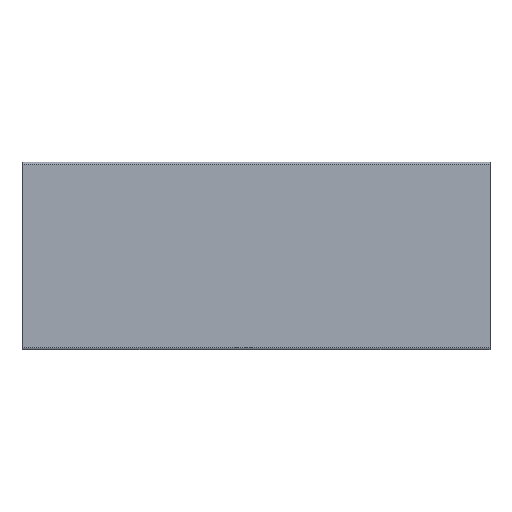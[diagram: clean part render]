
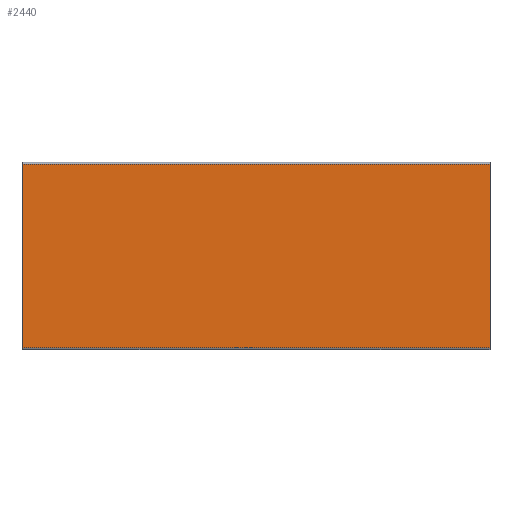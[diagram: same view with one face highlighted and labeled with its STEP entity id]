
A CAD part, top view. The second image highlights one B-rep face of the part: STEP entity #2440.
In plain terms, the highlighted planar face has unit normal (0, 0, 1).
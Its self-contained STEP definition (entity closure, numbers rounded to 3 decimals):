
#45 = CARTESIAN_POINT ( 'NONE',  ( -750., -294., 0. ) ) ;
#131 = CARTESIAN_POINT ( 'NONE',  ( 750., 294., 0. ) ) ;
#135 = LINE ( 'NONE', #384, #2858 ) ;
#173 = EDGE_LOOP ( 'NONE', ( #2266, #3170, #2049, #2117 ) ) ;
#257 = DIRECTION ( 'NONE',  ( 1., 0., 0. ) ) ;
#384 = CARTESIAN_POINT ( 'NONE',  ( 750., -300., 0. ) ) ;
#412 = PLANE ( 'NONE',  #991 ) ;
#624 = DIRECTION ( 'NONE',  ( 0., -1., 0. ) ) ;
#678 = EDGE_CURVE ( 'NONE', #1996, #2418, #2874, .T. ) ;
#758 = VERTEX_POINT ( 'NONE', #1059 ) ;
#991 = AXIS2_PLACEMENT_3D ( 'NONE', #1138, #2461, #1942 ) ;
#1059 = CARTESIAN_POINT ( 'NONE',  ( -750., -294., 0. ) ) ;
#1078 = VERTEX_POINT ( 'NONE', #1227 ) ;
#1138 = CARTESIAN_POINT ( 'NONE',  ( 0., 0., 0. ) ) ;
#1227 = CARTESIAN_POINT ( 'NONE',  ( 750., -294., 0. ) ) ;
#1653 = FACE_OUTER_BOUND ( 'NONE', #173, .T. ) ;
#1694 = CARTESIAN_POINT ( 'NONE',  ( -750., -300., 0. ) ) ;
#1807 = DIRECTION ( 'NONE',  ( -1., 0., 0. ) ) ;
#1942 = DIRECTION ( 'NONE',  ( -1., 0., 0. ) ) ;
#1996 = VERTEX_POINT ( 'NONE', #131 ) ;
#2049 = ORIENTED_EDGE ( 'NONE', *, *, #2764, .T. ) ;
#2117 = ORIENTED_EDGE ( 'NONE', *, *, #2983, .T. ) ;
#2156 = LINE ( 'NONE', #1694, #2557 ) ;
#2187 = VECTOR ( 'NONE', #257, 1000. ) ;
#2208 = CARTESIAN_POINT ( 'NONE',  ( -750., 294., 0. ) ) ;
#2266 = ORIENTED_EDGE ( 'NONE', *, *, #678, .T. ) ;
#2418 = VERTEX_POINT ( 'NONE', #2208 ) ;
#2440 = ADVANCED_FACE ( 'NONE', ( #1653 ), #412, .F. ) ;
#2461 = DIRECTION ( 'NONE',  ( 0., 0., -1. ) ) ;
#2557 = VECTOR ( 'NONE', #624, 1000. ) ;
#2589 = LINE ( 'NONE', #45, #2187 ) ;
#2682 = DIRECTION ( 'NONE',  ( 0., 1., 0. ) ) ;
#2764 = EDGE_CURVE ( 'NONE', #758, #1078, #2589, .T. ) ;
#2858 = VECTOR ( 'NONE', #2682, 1000. ) ;
#2874 = LINE ( 'NONE', #3387, #3222 ) ;
#2903 = EDGE_CURVE ( 'NONE', #2418, #758, #2156, .T. ) ;
#2983 = EDGE_CURVE ( 'NONE', #1078, #1996, #135, .T. ) ;
#3170 = ORIENTED_EDGE ( 'NONE', *, *, #2903, .T. ) ;
#3222 = VECTOR ( 'NONE', #1807, 1000. ) ;
#3387 = CARTESIAN_POINT ( 'NONE',  ( 750., 294., 0. ) ) ;
